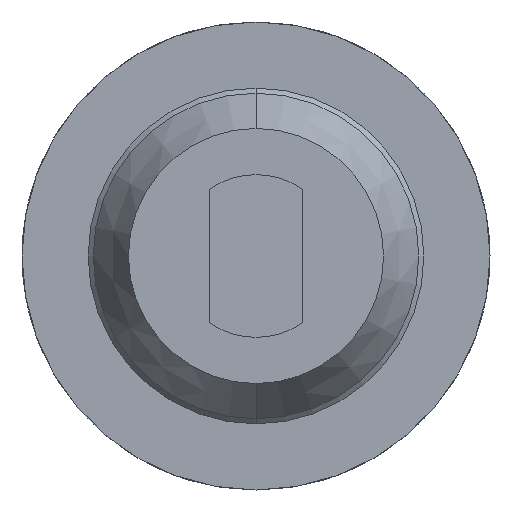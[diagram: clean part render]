
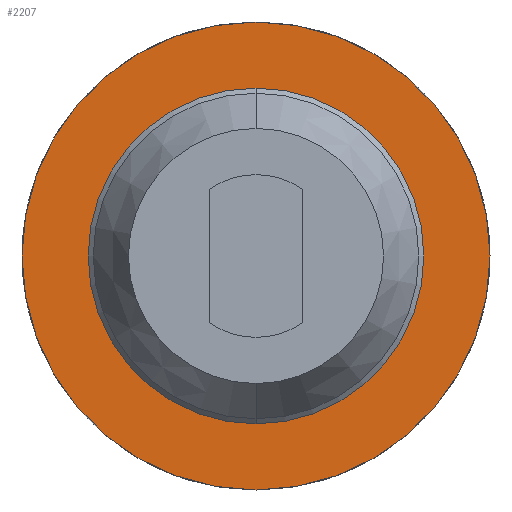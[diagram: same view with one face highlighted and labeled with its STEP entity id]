
A CAD part, front view. The second image highlights one B-rep face of the part: STEP entity #2207.
In plain terms, the highlighted planar face has unit normal (0, -1, 0).
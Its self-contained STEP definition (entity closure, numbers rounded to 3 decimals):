
#131 = VERTEX_POINT ( 'NONE', #3385 ) ;
#256 = EDGE_CURVE ( 'Defeature ausgef�hrt2_18+Defeature ausgef�hrt2_20+Defeature ausgef�hrt2_20+Defeature ausgef�hrt2_20', #1562, #131, #4083, .T. ) ;
#342 = CARTESIAN_POINT ( 'NONE',  ( 0., -2., 0. ) ) ;
#454 = DIRECTION ( 'NONE',  ( 0., 0., 1. ) ) ;
#463 = PLANE ( 'NONE',  #2417 ) ;
#543 = DIRECTION ( 'NONE',  ( 0., 0., 1. ) ) ;
#578 = AXIS2_PLACEMENT_3D ( 'NONE', #4662, #1743, #3219 ) ;
#610 = VERTEX_POINT ( 'NONE', #1118 ) ;
#667 = CIRCLE ( 'NONE', #578, 0.825 ) ;
#773 = FACE_BOUND ( 'NONE', #860, .T. ) ;
#809 = CARTESIAN_POINT ( 'NONE',  ( 0., -2., 0. ) ) ;
#814 = AXIS2_PLACEMENT_3D ( 'NONE', #342, #2909, #4388 ) ;
#822 = CARTESIAN_POINT ( 'NONE',  ( 0.825, -2., 0. ) ) ;
#839 = CIRCLE ( 'NONE', #814, 0.825 ) ;
#860 = EDGE_LOOP ( 'NONE', ( #2194, #1377 ) ) ;
#872 = ORIENTED_EDGE ( 'NONE', *, *, #1840, .F. ) ;
#1118 = CARTESIAN_POINT ( 'NONE',  ( 0., -2., -0.825 ) ) ;
#1187 = DIRECTION ( 'NONE',  ( 0., 1., 0. ) ) ;
#1261 = CARTESIAN_POINT ( 'NONE',  ( 0., -2., 0. ) ) ;
#1269 = VERTEX_POINT ( 'NONE', #4332 ) ;
#1377 = ORIENTED_EDGE ( 'NONE', *, *, #2826, .T. ) ;
#1562 = VERTEX_POINT ( 'NONE', #2781 ) ;
#1743 = DIRECTION ( 'NONE',  ( 0., 1., 0. ) ) ;
#1840 = EDGE_CURVE ( 'Defeature ausgef�hrt2_18+Defeature ausgef�hrt2_20+Defeature ausgef�hrt2_20+Defeature ausgef�hrt2_20', #131, #1562, #2464, .T. ) ;
#1893 = DIRECTION ( 'NONE',  ( 0., 1., 0. ) ) ;
#1987 = DIRECTION ( 'NONE',  ( 0., 1., 0. ) ) ;
#2063 = AXIS2_PLACEMENT_3D ( 'NONE', #1261, #1987, #2761 ) ;
#2077 = ORIENTED_EDGE ( 'NONE', *, *, #256, .F. ) ;
#2142 = EDGE_LOOP ( 'NONE', ( #2077, #872 ) ) ;
#2194 = ORIENTED_EDGE ( 'NONE', *, *, #2877, .T. ) ;
#2207 = ADVANCED_FACE ( 'Defeature ausgef�hrt2_20', ( #2478, #773 ), #463, .F. ) ;
#2417 = AXIS2_PLACEMENT_3D ( 'NONE', #822, #1187, #543 ) ;
#2464 = CIRCLE ( 'NONE', #2063, 1.15 ) ;
#2478 = FACE_OUTER_BOUND ( 'NONE', #2142, .T. ) ;
#2761 = DIRECTION ( 'NONE',  ( 0., 0., 1. ) ) ;
#2781 = CARTESIAN_POINT ( 'NONE',  ( 0., -2., 1.15 ) ) ;
#2826 = EDGE_CURVE ( 'Defeature ausgef�hrt2_20+Defeature ausgef�hrt2_19+Defeature ausgef�hrt2_19+Defeature ausgef�hrt2_19', #610, #1269, #667, .T. ) ;
#2877 = EDGE_CURVE ( 'Defeature ausgef�hrt2_20+Defeature ausgef�hrt2_19+Defeature ausgef�hrt2_19+Defeature ausgef�hrt2_19', #1269, #610, #839, .T. ) ;
#2909 = DIRECTION ( 'NONE',  ( 0., 1., 0. ) ) ;
#3219 = DIRECTION ( 'NONE',  ( 0., 0., 1. ) ) ;
#3385 = CARTESIAN_POINT ( 'NONE',  ( 0., -2., -1.15 ) ) ;
#3492 = AXIS2_PLACEMENT_3D ( 'NONE', #809, #1893, #454 ) ;
#4083 = CIRCLE ( 'NONE', #3492, 1.15 ) ;
#4332 = CARTESIAN_POINT ( 'NONE',  ( 0., -2., 0.825 ) ) ;
#4388 = DIRECTION ( 'NONE',  ( 0., 0., 1. ) ) ;
#4662 = CARTESIAN_POINT ( 'NONE',  ( 0., -2., 0. ) ) ;
